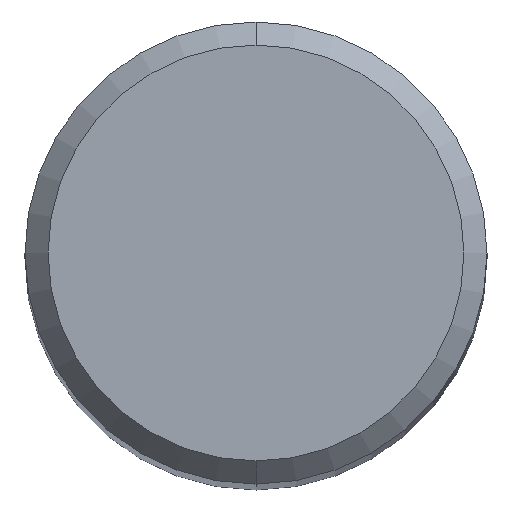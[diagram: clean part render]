
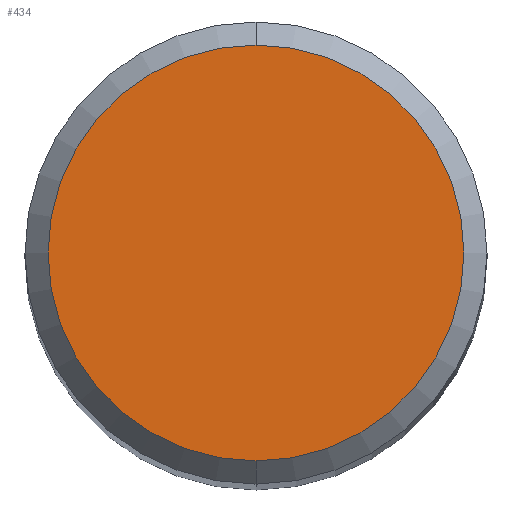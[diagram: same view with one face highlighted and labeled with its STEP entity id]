
A CAD part, top view. The second image highlights one B-rep face of the part: STEP entity #434.
In plain terms, the highlighted planar face has unit normal (0, 0, 1).
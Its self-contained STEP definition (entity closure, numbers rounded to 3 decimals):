
#434=ADVANCED_FACE('',(#1035),#1036,.T.);
#504=VERTEX_POINT('',#1116);
#554=EDGE_CURVE('',#748,#504,#1171,.T.);
#578=EDGE_CURVE('',#504,#748,#1197,.T.);
#748=VERTEX_POINT('',#1381);
#1035=FACE_OUTER_BOUND('',#2178,.T.);
#1036=PLANE('',#2179);
#1116=CARTESIAN_POINT('',(0.,-3.6,0.0));
#1171=CIRCLE('',#2637,3.6);
#1197=CIRCLE('',#3604,3.6);
#1381=CARTESIAN_POINT('',(0.0,3.6,0.0));
#2178=EDGE_LOOP('',(#7943,#7944));
#2179=AXIS2_PLACEMENT_3D('',#7945,#7946,#7947);
#2637=AXIS2_PLACEMENT_3D('',#8121,#8122,#8123);
#3604=AXIS2_PLACEMENT_3D('',#8153,#8154,#8155);
#7943=ORIENTED_EDGE('',*,*,#554,.F.);
#7944=ORIENTED_EDGE('',*,*,#578,.F.);
#7945=CARTESIAN_POINT('',(0.0,1.8,0.0));
#7946=DIRECTION('',(-0.0,0.0,1.0));
#7947=DIRECTION('',(0.0,-1.0,0.0));
#8121=CARTESIAN_POINT('',(0.0,0.0,0.0));
#8122=DIRECTION('',(0.0,0.0,-1.0));
#8123=DIRECTION('',(0.0,1.0,0.0));
#8153=CARTESIAN_POINT('',(0.0,0.0,0.0));
#8154=DIRECTION('',(0.0,0.0,-1.0));
#8155=DIRECTION('',(0.0,1.0,0.0));
